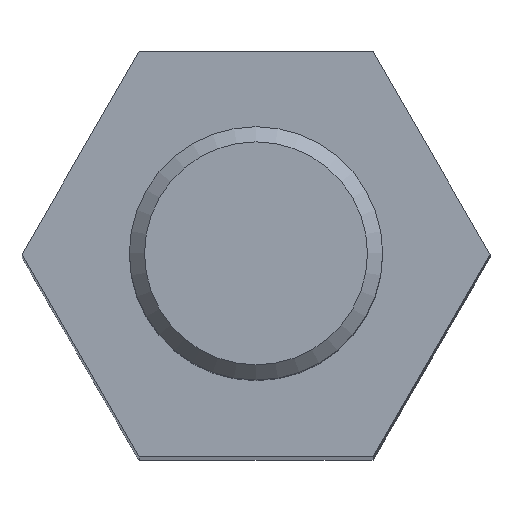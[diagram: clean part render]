
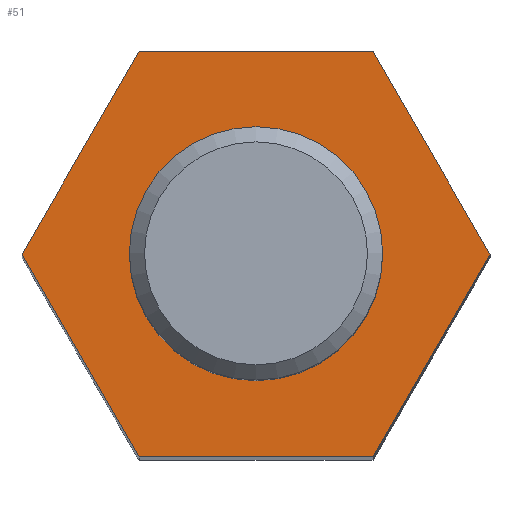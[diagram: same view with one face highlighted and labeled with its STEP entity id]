
A CAD part, top view. The second image highlights one B-rep face of the part: STEP entity #51.
In plain terms, the highlighted planar face has unit normal (0, 0, 1).
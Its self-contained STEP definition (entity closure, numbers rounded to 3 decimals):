
#51 = ADVANCED_FACE( '', ( #120, #121 ), #122, .T. );
#120 = FACE_BOUND( '', #214, .T. );
#121 = FACE_OUTER_BOUND( '', #215, .T. );
#122 = PLANE( '', #216 );
#214 = EDGE_LOOP( '', ( #309 ) );
#215 = EDGE_LOOP( '', ( #310, #311, #312, #313, #314, #315 ) );
#216 = AXIS2_PLACEMENT_3D( '', #316, #317, #318 );
#309 = ORIENTED_EDGE( '', *, *, #489, .T. );
#310 = ORIENTED_EDGE( '', *, *, #490, .T. );
#311 = ORIENTED_EDGE( '', *, *, #491, .T. );
#312 = ORIENTED_EDGE( '', *, *, #492, .T. );
#313 = ORIENTED_EDGE( '', *, *, #493, .T. );
#314 = ORIENTED_EDGE( '', *, *, #494, .T. );
#315 = ORIENTED_EDGE( '', *, *, #495, .T. );
#316 = CARTESIAN_POINT( '', ( 0., 0., 40. ) );
#317 = DIRECTION( '', ( 0., 0., 1. ) );
#318 = DIRECTION( '', ( 1., 0., 0. ) );
#489 = EDGE_CURVE( '', #563, #563, #564, .F. );
#490 = EDGE_CURVE( '', #565, #566, #567, .T. );
#491 = EDGE_CURVE( '', #566, #568, #569, .T. );
#492 = EDGE_CURVE( '', #568, #570, #571, .T. );
#493 = EDGE_CURVE( '', #570, #572, #573, .T. );
#494 = EDGE_CURVE( '', #572, #574, #575, .T. );
#495 = EDGE_CURVE( '', #574, #565, #576, .T. );
#563 = VERTEX_POINT( '', #658 );
#564 = CIRCLE( '', #659, 2.265 );
#565 = VERTEX_POINT( '', #660 );
#566 = VERTEX_POINT( '', #661 );
#567 = LINE( '', #662, #663 );
#568 = VERTEX_POINT( '', #664 );
#569 = LINE( '', #665, #666 );
#570 = VERTEX_POINT( '', #667 );
#571 = LINE( '', #668, #669 );
#572 = VERTEX_POINT( '', #670 );
#573 = LINE( '', #671, #672 );
#574 = VERTEX_POINT( '', #673 );
#575 = LINE( '', #674, #675 );
#576 = LINE( '', #676, #677 );
#658 = CARTESIAN_POINT( '', ( 2.265, 0., 40. ) );
#659 = AXIS2_PLACEMENT_3D( '', #846, #847, #848 );
#660 = CARTESIAN_POINT( '', ( 2.309, 4., 40. ) );
#661 = CARTESIAN_POINT( '', ( -2.309, 4., 40. ) );
#662 = CARTESIAN_POINT( '', ( 2.309, 4., 40. ) );
#663 = VECTOR( '', #849, 1000. );
#664 = CARTESIAN_POINT( '', ( -4.619, 0., 40. ) );
#665 = CARTESIAN_POINT( '', ( -2.309, 4., 40. ) );
#666 = VECTOR( '', #850, 1000. );
#667 = CARTESIAN_POINT( '', ( -2.309, -4., 40. ) );
#668 = CARTESIAN_POINT( '', ( -4.619, 0., 40. ) );
#669 = VECTOR( '', #851, 1000. );
#670 = CARTESIAN_POINT( '', ( 2.309, -4., 40. ) );
#671 = CARTESIAN_POINT( '', ( -2.309, -4., 40. ) );
#672 = VECTOR( '', #852, 1000. );
#673 = CARTESIAN_POINT( '', ( 4.619, 0., 40. ) );
#674 = CARTESIAN_POINT( '', ( 2.309, -4., 40. ) );
#675 = VECTOR( '', #853, 1000. );
#676 = CARTESIAN_POINT( '', ( 4.619, 0., 40. ) );
#677 = VECTOR( '', #854, 1000. );
#846 = CARTESIAN_POINT( '', ( 0., 0., 40. ) );
#847 = DIRECTION( '', ( 0., 0., 1. ) );
#848 = DIRECTION( '', ( 1., 0., 0. ) );
#849 = DIRECTION( '', ( -1., 0., 0. ) );
#850 = DIRECTION( '', ( -0.5, -0.866, 0. ) );
#851 = DIRECTION( '', ( 0.5, -0.866, 0. ) );
#852 = DIRECTION( '', ( 1., 0., 0. ) );
#853 = DIRECTION( '', ( 0.5, 0.866, 0. ) );
#854 = DIRECTION( '', ( -0.5, 0.866, 0. ) );
